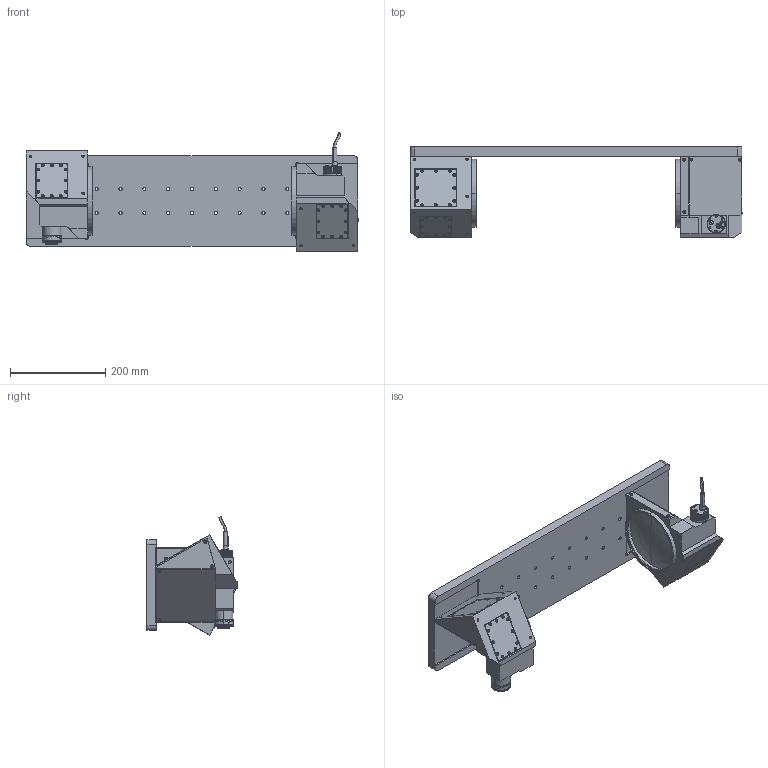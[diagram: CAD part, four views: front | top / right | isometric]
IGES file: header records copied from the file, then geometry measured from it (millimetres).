
Start section: SolidWorks IGES file using analytic representation for surfaces
Global section: file name: DP24337_TCCRBENCH096.igs; native system: SolidWorks 2021; preprocessor: SolidWorks 2021; author: bertolucci; date: 211021.171830; units: millimetre
Bounding box: 695.9 x 188.92 x 247.56 mm (x, y, z)
Surface area: 573669.4 mm2 (no closed solid volume)
Topology: 0 solids, 0 shells, 882 faces, 14564 edges, 14468 vertices
Faces by surface type: revolution 524, bspline 358
